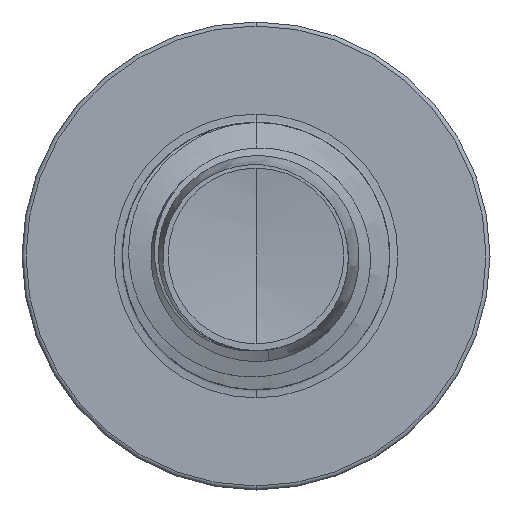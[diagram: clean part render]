
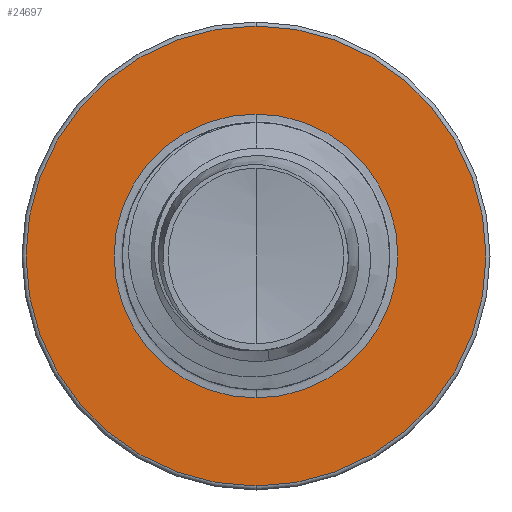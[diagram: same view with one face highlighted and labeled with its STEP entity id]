
A CAD part, front view. The second image highlights one B-rep face of the part: STEP entity #24697.
In plain terms, the highlighted planar face has unit normal (0, -1, 0).
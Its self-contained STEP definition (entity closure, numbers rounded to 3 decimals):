
#177 = VERTEX_POINT ( 'NONE', #33711 ) ;
#766 = AXIS2_PLACEMENT_3D ( 'NONE', #26826, #12243, #29090 ) ;
#1131 = CIRCLE ( 'NONE', #16707, 5.16 ) ;
#2358 = CARTESIAN_POINT ( 'NONE',  ( 0., 17.5, 5.16 ) ) ;
#2763 = EDGE_CURVE ( 'NONE', #177, #11133, #1131, .T. ) ;
#3793 = DIRECTION ( 'NONE',  ( 0., 0., 1. ) ) ;
#6845 = PLANE ( 'NONE',  #11709 ) ;
#7163 = DIRECTION ( 'NONE',  ( 0., 0., 1. ) ) ;
#7176 = DIRECTION ( 'NONE',  ( 0., 1., 0. ) ) ;
#7211 = CARTESIAN_POINT ( 'NONE',  ( 0., 17.5, 0. ) ) ;
#8572 = DIRECTION ( 'NONE',  ( 0., 0., 1. ) ) ;
#8578 = DIRECTION ( 'NONE',  ( 0., 1., 0. ) ) ;
#8598 = VERTEX_POINT ( 'NONE', #9886 ) ;
#8619 = CARTESIAN_POINT ( 'NONE',  ( 0., 17.5, 0. ) ) ;
#8776 = EDGE_CURVE ( 'NONE', #21548, #8598, #13123, .T. ) ;
#9064 = EDGE_CURVE ( 'NONE', #8598, #21548, #17450, .T. ) ;
#9881 = FACE_OUTER_BOUND ( 'NONE', #28516, .T. ) ;
#9886 = CARTESIAN_POINT ( 'NONE',  ( 0., 17.5, 3.186 ) ) ;
#10007 = ORIENTED_EDGE ( 'NONE', *, *, #21492, .F. ) ;
#10311 = ORIENTED_EDGE ( 'NONE', *, *, #9064, .T. ) ;
#10412 = ORIENTED_EDGE ( 'NONE', *, *, #2763, .F. ) ;
#11133 = VERTEX_POINT ( 'NONE', #2358 ) ;
#11709 = AXIS2_PLACEMENT_3D ( 'NONE', #32070, #20625, #3793 ) ;
#12243 = DIRECTION ( 'NONE',  ( 0., 1., 0. ) ) ;
#13123 = CIRCLE ( 'NONE', #13397, 3.186 ) ;
#13397 = AXIS2_PLACEMENT_3D ( 'NONE', #8619, #8578, #8572 ) ;
#16576 = FACE_BOUND ( 'NONE', #29926, .T. ) ;
#16707 = AXIS2_PLACEMENT_3D ( 'NONE', #32634, #32516, #32400 ) ;
#17137 = AXIS2_PLACEMENT_3D ( 'NONE', #7211, #7176, #7163 ) ;
#17450 = CIRCLE ( 'NONE', #17137, 3.186 ) ;
#20625 = DIRECTION ( 'NONE',  ( 0., 1., 0. ) ) ;
#21492 = EDGE_CURVE ( 'NONE', #11133, #177, #23899, .T. ) ;
#21548 = VERTEX_POINT ( 'NONE', #22364 ) ;
#22364 = CARTESIAN_POINT ( 'NONE',  ( 0., 17.5, -3.186 ) ) ;
#23899 = CIRCLE ( 'NONE', #766, 5.16 ) ;
#24697 = ADVANCED_FACE ( 'NONE', ( #9881, #16576 ), #6845, .F. ) ;
#26826 = CARTESIAN_POINT ( 'NONE',  ( 0., 17.5, 0. ) ) ;
#28516 = EDGE_LOOP ( 'NONE', ( #10007, #10412 ) ) ;
#29090 = DIRECTION ( 'NONE',  ( 0., 0., 1. ) ) ;
#29926 = EDGE_LOOP ( 'NONE', ( #10311, #31946 ) ) ;
#31946 = ORIENTED_EDGE ( 'NONE', *, *, #8776, .T. ) ;
#32070 = CARTESIAN_POINT ( 'NONE',  ( 0., 17.5, -3.186 ) ) ;
#32400 = DIRECTION ( 'NONE',  ( 0., 0., 1. ) ) ;
#32516 = DIRECTION ( 'NONE',  ( 0., 1., 0. ) ) ;
#32634 = CARTESIAN_POINT ( 'NONE',  ( 0., 17.5, 0. ) ) ;
#33711 = CARTESIAN_POINT ( 'NONE',  ( 0., 17.5, -5.16 ) ) ;
